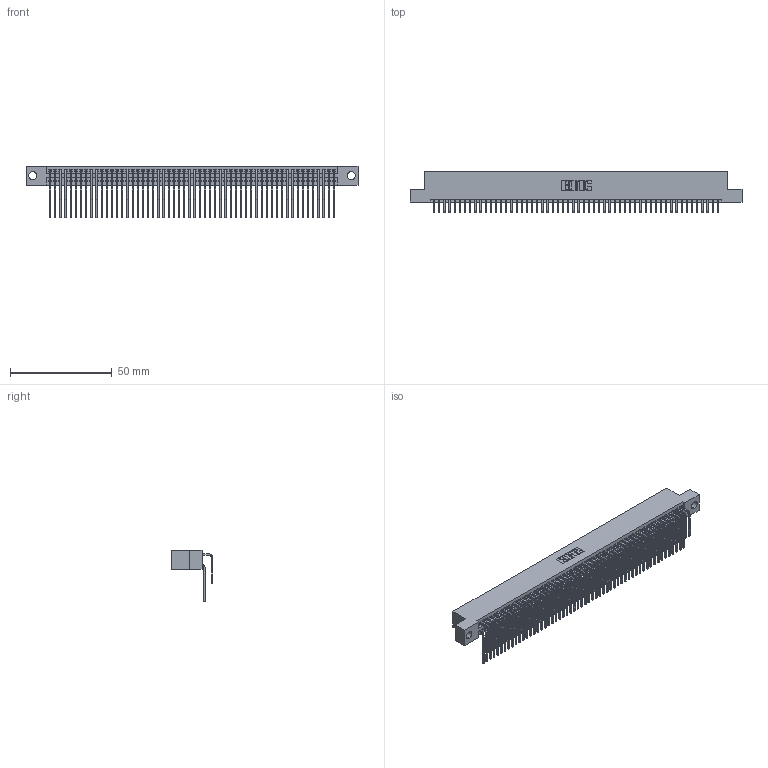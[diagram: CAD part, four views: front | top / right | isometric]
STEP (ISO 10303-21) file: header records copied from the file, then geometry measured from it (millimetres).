
FILE_DESCRIPTION (( 'STEP AP203' ), '1' );
FILE_NAME ('395-112-559-204.STEP', '2018-12-01T12:30:59', ( '' ), ( '' ), 'SwSTEP 2.0', 'SolidWorks 2016', '' );
FILE_SCHEMA (( 'CONFIG_CONTROL_DESIGN' ));
Length unit declared in the file: inch
Products named in the file (4): 395-112-559-204; 345-292-001_559 Tail - 2; 345 Part_Flush Mounting Lugs - 0.156 Dia-TH; 345-292-001_558 559 Tail - 1
Assembly tree (113 placements, depth 2):
  395-112-559-204
    345 Part_Flush Mounting Lugs - 0.156 Dia-TH
    345-292-001_558 559 Tail - 1  x56
    345-292-001_559 Tail - 2  x56
Bounding box: 163.45 x 20.56 x 25.53 mm (x, y, z)
Volume: 16565.8 mm3; surface area: 27611.5 mm2
Topology: 113 solids, 113 shells, 5950 faces, 17701 edges, 11650 vertices
Faces by surface type: plane 4000, cylinder 1950
Entity records: 43709 total; most frequent: CARTESIAN_POINT 7359, ORIENTED_EDGE 7242, DIRECTION 6445, EDGE_CURVE 3621, LINE 3225, VECTOR 3225, VERTEX_POINT 2410, AXIS2_PLACEMENT_3D 1610
